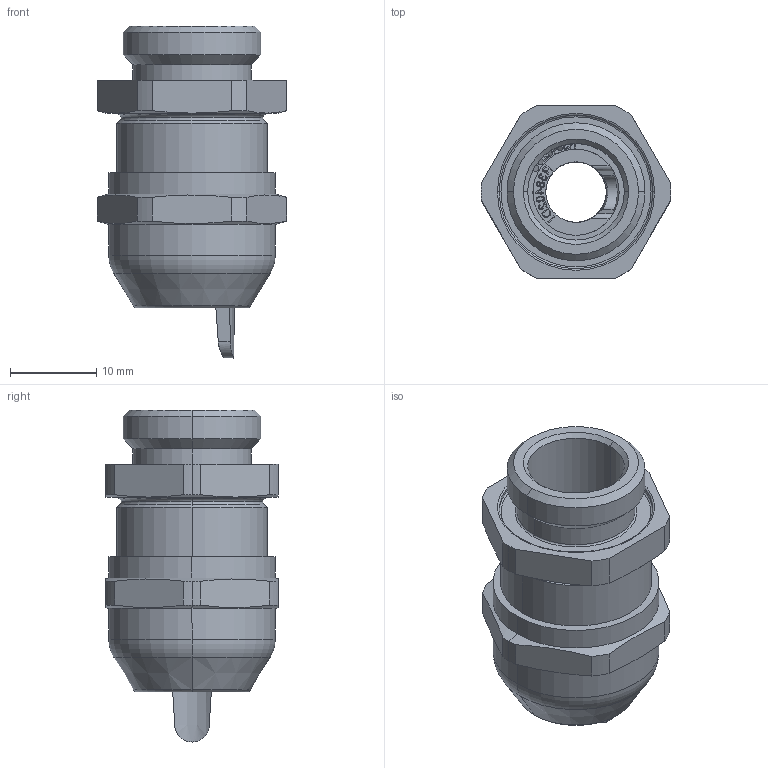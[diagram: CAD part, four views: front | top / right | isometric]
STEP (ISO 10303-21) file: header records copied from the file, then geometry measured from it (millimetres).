
FILE_DESCRIPTION (( 'STEP AP203' ), '1' );
FILE_NAME ('16DTSME1TA5.STEP', '2020-07-28T09:28:20', ( '' ), ( '' ), 'SwSTEP 2.0', 'SolidWorks 2017', '' );
FILE_SCHEMA (( 'CONFIG_CONTROL_DESIGN' ));
Length unit declared in the file: millimetre
Products named in the file (1): 16DTSME1TA5
Bounding box: 22 x 20 x 38.5 mm (x, y, z)
Surface area: 4127.3 mm2 (no closed solid volume)
Topology: 0 solids, 16 shells, 197 faces, 758 edges, 573 vertices
Faces by surface type: plane 62, cylinder 45, torus 30, cone 30, bspline 30
Entity records: 11690 total; most frequent: CARTESIAN_POINT 5883, ORIENTED_EDGE 1115, DIRECTION 1017, EDGE_CURVE 758, VERTEX_POINT 573, AXIS2_PLACEMENT_3D 359, VECTOR 299, LINE 299
